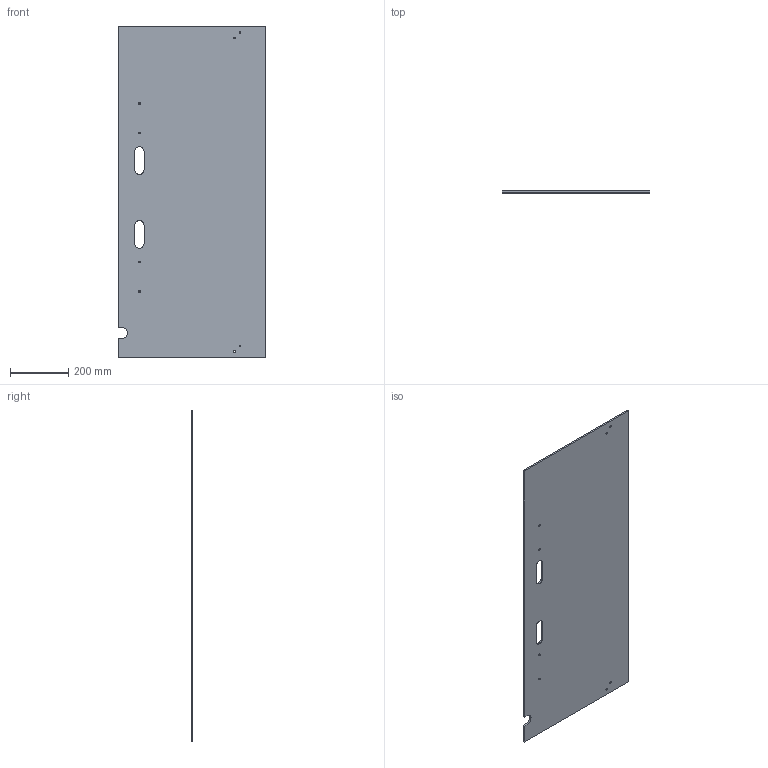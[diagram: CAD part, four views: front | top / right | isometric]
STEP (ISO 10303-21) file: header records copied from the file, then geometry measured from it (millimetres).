
FILE_DESCRIPTION(/* description */ (''),/* implementation_level */ '2;1');
FILE_NAME(/* name */ 'FE-00044_1.stp',/* time_stamp */ '2017-01-08T12:21:15-05:00',/* author */ ('jeff1'),/* organization */ (''),/* preprocessor_version */ 'ST-DEVELOPER v16.5',/* originating_system */ 'Autodesk Inventor 2017',/* authorisation */ '');
FILE_SCHEMA (('AUTOMOTIVE_DESIGN { 1 0 10303 214 3 1 1 }'));
Length unit declared in the file: inch
Products named in the file (1): FE-00044_1
Bounding box: 508 x 6.35 x 1143 mm (x, y, z)
Volume: 3642017.1 mm3; surface area: 1172883.7 mm2
Topology: 1 solids, 9 shells, 42 faces, 112 edges, 72 vertices
Faces by surface type: cylinder 21, plane 13, cone 8
Full cylindrical faces by diameter (mm): 5.105 x8, 6.35 x8
Entity records: 1276 total; most frequent: DIRECTION 224, CARTESIAN_POINT 203, ORIENTED_EDGE 160, AXIS2_PLACEMENT_3D 93, EDGE_CURVE 88, EDGE_LOOP 86, VERTEX_POINT 72, CIRCLE 50
